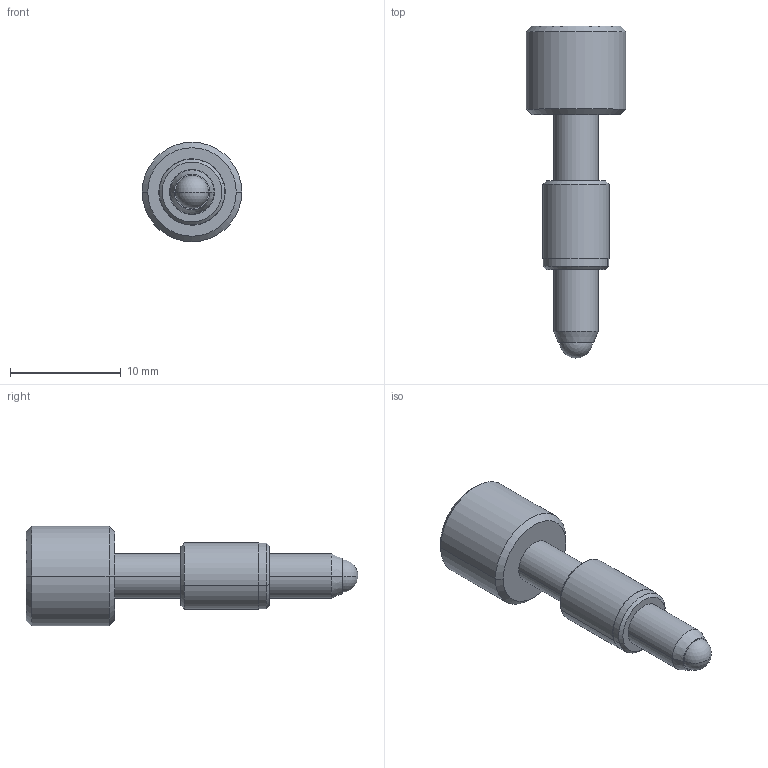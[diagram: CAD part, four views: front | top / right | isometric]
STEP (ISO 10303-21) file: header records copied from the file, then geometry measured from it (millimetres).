
FILE_DESCRIPTION (( 'STEP AP214' ), '1' );
FILE_NAME ('07SRW-2.STEP', '2018-09-11T02:52:31', ( '' ), ( '' ), 'SwSTEP 2.0', 'SolidWorks 2016', '' );
FILE_SCHEMA (( 'AUTOMOTIVE_DESIGN' ));
Length unit declared in the file: millimetre
Products named in the file (1): 07SRW-2
Bounding box: 9 x 30 x 9 mm (x, y, z)
Surface area: 888.3 mm2 (no closed solid volume)
Topology: 0 solids, 3 shells, 28 faces, 59 edges, 37 vertices
Faces by surface type: cone 10, cylinder 10, plane 6, sphere 2
Entity records: 1053 total; most frequent: DIRECTION 146, CARTESIAN_POINT 117, ORIENTED_EDGE 106, AXIS2_PLACEMENT_3D 63, EDGE_CURVE 54, CIRCLE 34, VERTEX_POINT 34, EDGE_LOOP 33
